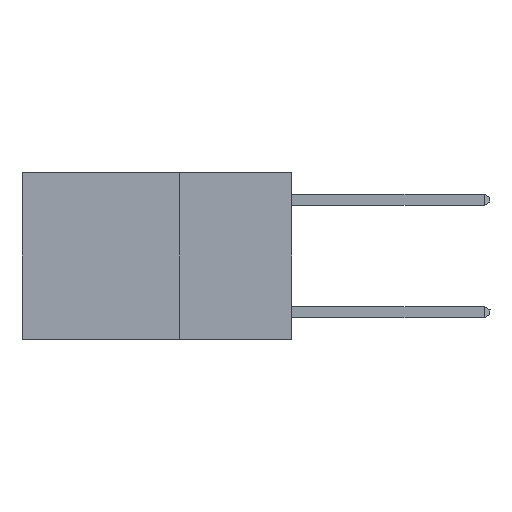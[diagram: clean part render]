
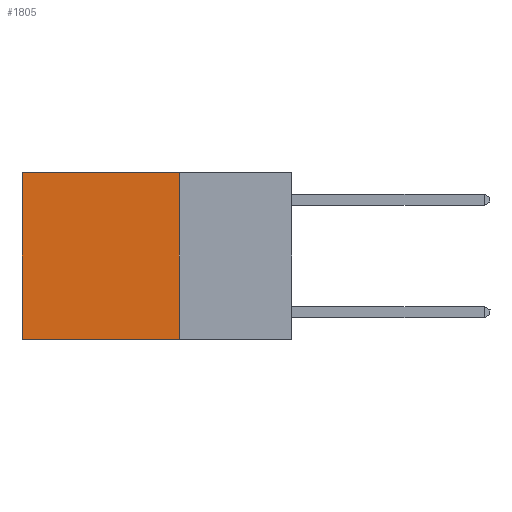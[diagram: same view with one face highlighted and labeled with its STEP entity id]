
A CAD part, left-side view. The second image highlights one B-rep face of the part: STEP entity #1805.
In plain terms, the highlighted planar face has unit normal (-1, 0, 0).
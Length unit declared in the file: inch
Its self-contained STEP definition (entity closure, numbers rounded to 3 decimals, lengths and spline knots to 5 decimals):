
#349 = CARTESIAN_POINT ( 'NONE',  ( 0.2625, 0.6, -0.37 ) ) ;
#520 = LINE ( 'NONE', #5817, #804 ) ;
#593 = CARTESIAN_POINT ( 'NONE',  ( 0.2625, 0.25, 0. ) ) ;
#804 = VECTOR ( 'NONE', #1261, 39.37008 ) ;
#1261 = DIRECTION ( 'NONE',  ( 0., 0., -1. ) ) ;
#1497 = PLANE ( 'NONE',  #5613 ) ;
#1737 = ORIENTED_EDGE ( 'NONE', *, *, #8450, .F. ) ;
#1805 = ADVANCED_FACE ( 'NONE', ( #6057 ), #1497, .F. ) ;
#2004 = ORIENTED_EDGE ( 'NONE', *, *, #8371, .T. ) ;
#2306 = DIRECTION ( 'NONE',  ( 0., 0., -1. ) ) ;
#2428 = ORIENTED_EDGE ( 'NONE', *, *, #8209, .T. ) ;
#2502 = VECTOR ( 'NONE', #8546, 39.37008 ) ;
#2784 = EDGE_CURVE ( 'NONE', #3515, #9375, #520, .T. ) ;
#3232 = CARTESIAN_POINT ( 'NONE',  ( 0.2625, 0.6, 0. ) ) ;
#3515 = VERTEX_POINT ( 'NONE', #7570 ) ;
#3665 = VECTOR ( 'NONE', #6294, 39.37008 ) ;
#3967 = VERTEX_POINT ( 'NONE', #349 ) ;
#4139 = ORIENTED_EDGE ( 'NONE', *, *, #2784, .F. ) ;
#4496 = VERTEX_POINT ( 'NONE', #3232 ) ;
#4724 = LINE ( 'NONE', #7854, #2502 ) ;
#5028 = CARTESIAN_POINT ( 'NONE',  ( 0.2625, 0.25, -0.37 ) ) ;
#5170 = EDGE_LOOP ( 'NONE', ( #2004, #1737, #4139, #2428 ) ) ;
#5613 = AXIS2_PLACEMENT_3D ( 'NONE', #593, #7481, #2306 ) ;
#5777 = DIRECTION ( 'NONE',  ( 0., 1., 0. ) ) ;
#5785 = LINE ( 'NONE', #5028, #7280 ) ;
#5817 = CARTESIAN_POINT ( 'NONE',  ( 0.2625, 0.25, 0. ) ) ;
#6057 = FACE_OUTER_BOUND ( 'NONE', #5170, .T. ) ;
#6267 = CARTESIAN_POINT ( 'NONE',  ( 0.2625, 0.25, 0. ) ) ;
#6294 = DIRECTION ( 'NONE',  ( 0., 1., 0. ) ) ;
#7280 = VECTOR ( 'NONE', #5777, 39.37008 ) ;
#7481 = DIRECTION ( 'NONE',  ( 1., 0., 0. ) ) ;
#7570 = CARTESIAN_POINT ( 'NONE',  ( 0.2625, 0.25, 0. ) ) ;
#7854 = CARTESIAN_POINT ( 'NONE',  ( 0.2625, 0.6, 0. ) ) ;
#7869 = CARTESIAN_POINT ( 'NONE',  ( 0.2625, 0.25, -0.37 ) ) ;
#8209 = EDGE_CURVE ( 'NONE', #3515, #4496, #8265, .T. ) ;
#8265 = LINE ( 'NONE', #6267, #3665 ) ;
#8371 = EDGE_CURVE ( 'NONE', #4496, #3967, #4724, .T. ) ;
#8450 = EDGE_CURVE ( 'NONE', #9375, #3967, #5785, .T. ) ;
#8546 = DIRECTION ( 'NONE',  ( 0., 0., -1. ) ) ;
#9375 = VERTEX_POINT ( 'NONE', #7869 ) ;
